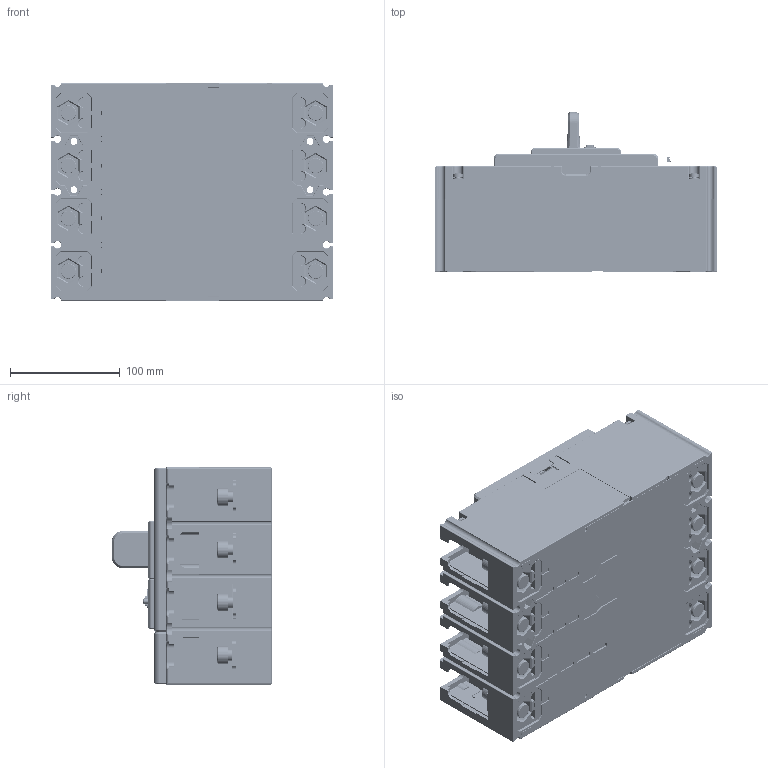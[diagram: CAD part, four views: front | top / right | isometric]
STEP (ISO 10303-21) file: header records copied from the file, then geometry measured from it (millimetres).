
FILE_DESCRIPTION((''),'2;1');
FILE_NAME('400-4','2025-04-15T',('yan01.huang'),(''),'PRO/ENGINEER BY PARAMETRIC TECHNOLOGY CORPORATION, 2017170','PRO/ENGINEER BY PARAMETRIC TECHNOLOGY CORPORATION, 2017170','');
FILE_SCHEMA(('CONFIG_CONTROL_DESIGN'));
Products named in the file (1): 400-4
Bounding box: 257 x 145.8 x 198 mm (x, y, z)
Volume: 4061312.6 mm3; surface area: 589052.1 mm2
Topology: 15 solids, 33 shells, 7119 faces, 18479 edges, 11611 vertices
Faces by surface type: plane 3918, cylinder 1919, torus 501, extrusion 287, cone 238, sphere 170, bspline 86
Entity records: 230633 total; most frequent: CARTESIAN_POINT 55884, ORIENTED_EDGE 36926, DIRECTION 35613, EDGE_CURVE 18463, VECTOR 12763, LINE 12476, VERTEX_POINT 11611, AXIS2_PLACEMENT_3D 11425
